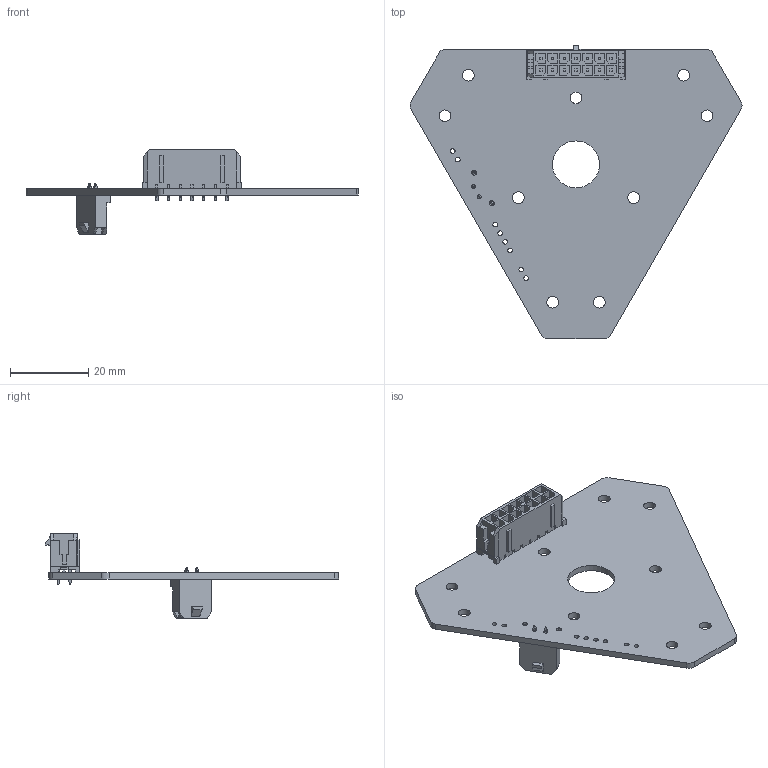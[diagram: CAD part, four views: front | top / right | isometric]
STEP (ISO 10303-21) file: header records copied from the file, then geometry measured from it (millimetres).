
FILE_DESCRIPTION(('KiCad electronic assembly'),'2;1');
FILE_NAME('td_smarteffector.step','2022-11-17T23:19:31',('Pcbnew'),( 'Kicad'),'Open CASCADE STEP processor 7.6','KiCad to STEP converter' ,'Unknown');
FILE_SCHEMA(('AUTOMOTIVE_DESIGN { 1 0 10303 214 1 1 1 1 }'));
Length unit declared in the file: millimetre
Products named in the file (6): td_smarteffector 1; 430451412; SOLID; 436500215; td_smarteffector PCB
Assembly tree (5 placements, depth 3):
  td_smarteffector 1
    430451412
      SOLID
    436500215
      SOLID
    td_smarteffector PCB
Bounding box: 84.88 x 74.96 x 21.66 mm (x, y, z)
Volume: 7623.9 mm3; surface area: 11493.8 mm2
Topology: 3 solids, 3 shells, 719 faces, 1964 edges, 1294 vertices
Faces by surface type: bspline 667, cylinder 44, plane 8
Full cylindrical faces by diameter (mm): 1 x16, 1.02 x2, 1.19 x8, 1.27 x2, 3 x9, 12 x1
Entity records: 44080 total; most frequent: CARTESIAN_POINT 17011, B_SPLINE_CURVE_WITH_KNOTS 5264, ORIENTED_EDGE 3928, PCURVE 3928, DEFINITIONAL_REPRESENTATION 3928, EDGE_CURVE 1964, SURFACE_CURVE 1922, VERTEX_POINT 1294
